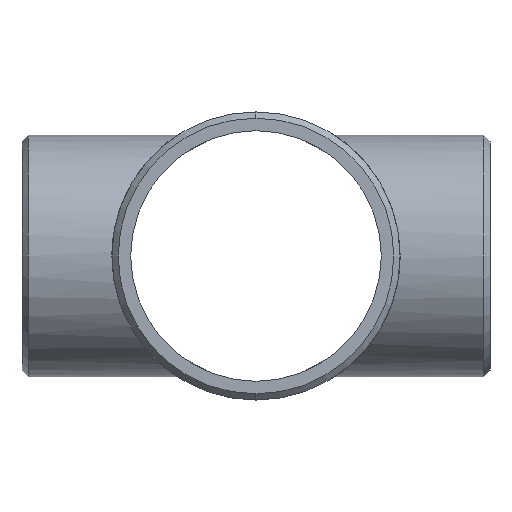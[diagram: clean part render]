
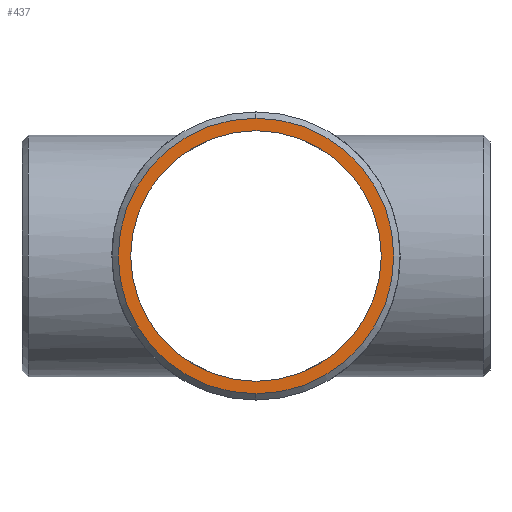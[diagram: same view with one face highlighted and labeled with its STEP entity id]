
A CAD part, left-side view. The second image highlights one B-rep face of the part: STEP entity #437.
In plain terms, the highlighted planar face has unit normal (-1, 0, 0).
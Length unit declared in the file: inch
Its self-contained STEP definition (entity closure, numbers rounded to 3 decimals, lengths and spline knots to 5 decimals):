
#2 = EDGE_CURVE ( 'NONE', #1356, #540, #689, .T. ) ;
#45 = DIRECTION ( 'NONE',  ( 0., 0., -1. ) ) ;
#70 = EDGE_CURVE ( 'NONE', #548, #786, #989, .T. ) ;
#83 = ORIENTED_EDGE ( 'NONE', *, *, #615, .T. ) ;
#107 = AXIS2_PLACEMENT_3D ( 'NONE', #1339, #903, #1360 ) ;
#129 = EDGE_LOOP ( 'NONE', ( #697, #736 ) ) ;
#182 = DIRECTION ( 'NONE',  ( -1., 0., 0. ) ) ;
#201 = AXIS2_PLACEMENT_3D ( 'NONE', #309, #1112, #206 ) ;
#206 = DIRECTION ( 'NONE',  ( 0., 0., 1. ) ) ;
#210 = CARTESIAN_POINT ( 'NONE',  ( -5.62, 0., 0. ) ) ;
#222 = DIRECTION ( 'NONE',  ( 0., 0., 1. ) ) ;
#226 = EDGE_LOOP ( 'NONE', ( #83, #796 ) ) ;
#266 = CARTESIAN_POINT ( 'NONE',  ( -5.62, 0., 0. ) ) ;
#267 = AXIS2_PLACEMENT_3D ( 'NONE', #266, #182, #45 ) ;
#309 = CARTESIAN_POINT ( 'NONE',  ( -5.62, 0., 0. ) ) ;
#359 = CIRCLE ( 'NONE', #201, 3.1685 ) ;
#396 = PLANE ( 'NONE',  #267 ) ;
#406 = CARTESIAN_POINT ( 'NONE',  ( -5.62, 0., -3.1685 ) ) ;
#410 = CARTESIAN_POINT ( 'NONE',  ( -5.62, 0., -2.8805 ) ) ;
#435 = DIRECTION ( 'NONE',  ( -1., 0., 0. ) ) ;
#437 = ADVANCED_FACE ( 'NONE', ( #1302, #1064 ), #396, .T. ) ;
#540 = VERTEX_POINT ( 'NONE', #406 ) ;
#548 = VERTEX_POINT ( 'NONE', #1069 ) ;
#555 = CIRCLE ( 'NONE', #918, 2.8805 ) ;
#615 = EDGE_CURVE ( 'NONE', #540, #1356, #359, .T. ) ;
#631 = DIRECTION ( 'NONE',  ( 0., 0., 1. ) ) ;
#689 = CIRCLE ( 'NONE', #893, 3.1685 ) ;
#697 = ORIENTED_EDGE ( 'NONE', *, *, #70, .T. ) ;
#736 = ORIENTED_EDGE ( 'NONE', *, *, #1082, .T. ) ;
#755 = CARTESIAN_POINT ( 'NONE',  ( -5.62, 0., 0. ) ) ;
#786 = VERTEX_POINT ( 'NONE', #410 ) ;
#796 = ORIENTED_EDGE ( 'NONE', *, *, #2, .T. ) ;
#882 = DIRECTION ( 'NONE',  ( 1., 0., 0. ) ) ;
#893 = AXIS2_PLACEMENT_3D ( 'NONE', #210, #435, #222 ) ;
#903 = DIRECTION ( 'NONE',  ( 1., 0., 0. ) ) ;
#918 = AXIS2_PLACEMENT_3D ( 'NONE', #755, #882, #631 ) ;
#989 = CIRCLE ( 'NONE', #107, 2.8805 ) ;
#1064 = FACE_BOUND ( 'NONE', #129, .T. ) ;
#1069 = CARTESIAN_POINT ( 'NONE',  ( -5.62, 0., 2.8805 ) ) ;
#1082 = EDGE_CURVE ( 'NONE', #786, #548, #555, .T. ) ;
#1112 = DIRECTION ( 'NONE',  ( -1., 0., 0. ) ) ;
#1302 = FACE_OUTER_BOUND ( 'NONE', #226, .T. ) ;
#1309 = CARTESIAN_POINT ( 'NONE',  ( -5.62, 0., 3.1685 ) ) ;
#1339 = CARTESIAN_POINT ( 'NONE',  ( -5.62, 0., 0. ) ) ;
#1356 = VERTEX_POINT ( 'NONE', #1309 ) ;
#1360 = DIRECTION ( 'NONE',  ( 0., 0., 1. ) ) ;
